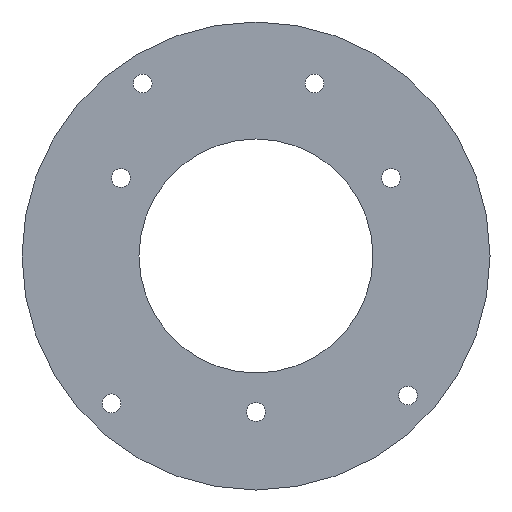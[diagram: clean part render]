
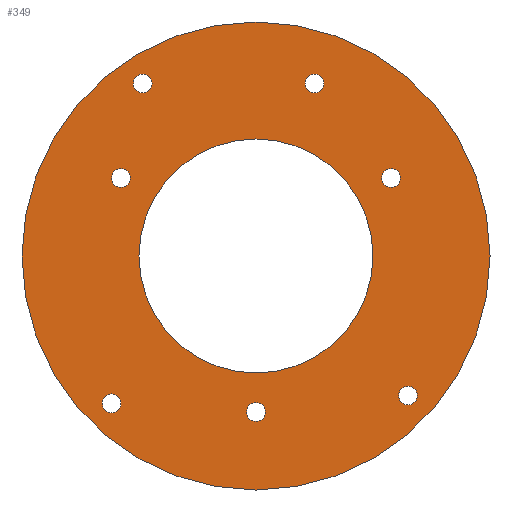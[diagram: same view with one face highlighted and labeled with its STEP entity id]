
A CAD part, front view. The second image highlights one B-rep face of the part: STEP entity #349.
In plain terms, the highlighted planar face has unit normal (0, -1, 0).
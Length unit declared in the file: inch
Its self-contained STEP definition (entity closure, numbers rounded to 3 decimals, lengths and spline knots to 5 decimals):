
#20=PLANE($,#409);
#49=FACE_BOUND($,#132,.T.);
#50=FACE_BOUND($,#133,.T.);
#51=FACE_BOUND($,#134,.T.);
#52=FACE_BOUND($,#135,.T.);
#53=FACE_BOUND($,#136,.T.);
#54=FACE_BOUND($,#137,.T.);
#55=FACE_BOUND($,#138,.T.);
#56=FACE_BOUND($,#139,.T.);
#57=FACE_BOUND($,#140,.T.);
#132=EDGE_LOOP($,(#292));
#133=EDGE_LOOP($,(#293));
#134=EDGE_LOOP($,(#294));
#135=EDGE_LOOP($,(#295));
#136=EDGE_LOOP($,(#296));
#137=EDGE_LOOP($,(#297));
#138=EDGE_LOOP($,(#298));
#139=EDGE_LOOP($,(#299));
#140=EDGE_LOOP($,(#300));
#162=CIRCLE($,#375,0.06);
#163=CIRCLE($,#377,0.06);
#164=CIRCLE($,#379,0.06);
#165=CIRCLE($,#381,0.06);
#169=CIRCLE($,#388,0.06);
#173=CIRCLE($,#395,0.06);
#177=CIRCLE($,#402,0.06);
#179=CIRCLE($,#405,0.75);
#181=CIRCLE($,#408,1.5);
#194=VERTEX_POINT($,#561);
#195=VERTEX_POINT($,#564);
#196=VERTEX_POINT($,#567);
#197=VERTEX_POINT($,#570);
#201=VERTEX_POINT($,#581);
#205=VERTEX_POINT($,#592);
#209=VERTEX_POINT($,#603);
#211=VERTEX_POINT($,#608);
#213=VERTEX_POINT($,#613);
#226=EDGE_CURVE($,#194,#194,#162,.T.);
#227=EDGE_CURVE($,#195,#195,#163,.T.);
#228=EDGE_CURVE($,#196,#196,#164,.T.);
#229=EDGE_CURVE($,#197,#197,#165,.T.);
#233=EDGE_CURVE($,#201,#201,#169,.T.);
#237=EDGE_CURVE($,#205,#205,#173,.T.);
#241=EDGE_CURVE($,#209,#209,#177,.T.);
#243=EDGE_CURVE($,#211,#211,#179,.T.);
#245=EDGE_CURVE($,#213,#213,#181,.T.);
#292=ORIENTED_EDGE($,*,*,#226,.T.);
#293=ORIENTED_EDGE($,*,*,#227,.T.);
#294=ORIENTED_EDGE($,*,*,#228,.T.);
#295=ORIENTED_EDGE($,*,*,#229,.T.);
#296=ORIENTED_EDGE($,*,*,#233,.T.);
#297=ORIENTED_EDGE($,*,*,#237,.T.);
#298=ORIENTED_EDGE($,*,*,#241,.T.);
#299=ORIENTED_EDGE($,*,*,#243,.T.);
#300=ORIENTED_EDGE($,*,*,#245,.T.);
#349=ADVANCED_FACE($,(#49,#50,#51,#52,#53,#54,#55,#56,#57),#20,.F.);
#375=AXIS2_PLACEMENT_3D($,#562,#455,#456);
#377=AXIS2_PLACEMENT_3D($,#565,#459,#460);
#379=AXIS2_PLACEMENT_3D($,#568,#463,#464);
#381=AXIS2_PLACEMENT_3D($,#571,#467,#468);
#388=AXIS2_PLACEMENT_3D($,#582,#481,#482);
#395=AXIS2_PLACEMENT_3D($,#593,#495,#496);
#402=AXIS2_PLACEMENT_3D($,#604,#509,#510);
#405=AXIS2_PLACEMENT_3D($,#609,#515,#516);
#408=AXIS2_PLACEMENT_3D($,#614,#521,#522);
#409=AXIS2_PLACEMENT_3D($,#615,#523,#524);
#455=DIRECTION('center_axis',(0.,1.,0.));
#456=DIRECTION('ref_axis',(-1.,0.,0.));
#459=DIRECTION('center_axis',(0.,1.,0.));
#460=DIRECTION('ref_axis',(-1.,0.,0.));
#463=DIRECTION('center_axis',(0.,1.,0.));
#464=DIRECTION('ref_axis',(-1.,0.,0.));
#467=DIRECTION('center_axis',(0.,1.,0.));
#468=DIRECTION('ref_axis',(-1.,0.,0.));
#481=DIRECTION('center_axis',(0.,1.,0.));
#482=DIRECTION('ref_axis',(-0.5,0.,0.866));
#495=DIRECTION('center_axis',(0.,1.,0.));
#496=DIRECTION('ref_axis',(-0.5,0.,-0.866));
#509=DIRECTION('center_axis',(0.,1.,0.));
#510=DIRECTION('ref_axis',(1.,0.,0.));
#515=DIRECTION('center_axis',(0.,1.,0.));
#516=DIRECTION('ref_axis',(1.,0.,0.));
#521=DIRECTION('center_axis',(0.,-1.,0.));
#522=DIRECTION('ref_axis',(1.,0.,0.));
#523=DIRECTION('center_axis',(0.,1.,0.));
#524=DIRECTION('ref_axis',(0.,0.,1.));
#561=CARTESIAN_POINT('',(-0.6658,0.,1.10557));
#562=CARTESIAN_POINT('Origin',(-0.7258,0.,1.10557));
#564=CARTESIAN_POINT('',(1.0342,0.,-0.89443));
#565=CARTESIAN_POINT('Origin',(0.9742,0.,-0.89443));
#567=CARTESIAN_POINT('',(-0.8658,0.,-0.94443));
#568=CARTESIAN_POINT('Origin',(-0.9258,0.,-0.94443));
#570=CARTESIAN_POINT('',(0.4342,0.,1.10557));
#571=CARTESIAN_POINT('Origin',(0.3742,0.,1.10557));
#581=CARTESIAN_POINT('',(0.89603,0.,0.44804));
#582=CARTESIAN_POINT('Origin',(0.86603,0.,0.5));
#592=CARTESIAN_POINT('',(-0.83603,0.,0.55196));
#593=CARTESIAN_POINT('Origin',(-0.86603,0.,0.5));
#603=CARTESIAN_POINT('',(-0.06,0.,-1.));
#604=CARTESIAN_POINT('Origin',(0.,0.,-1.));
#608=CARTESIAN_POINT('',(-0.75,0.,0.));
#609=CARTESIAN_POINT('Origin',(0.,0.,0.));
#613=CARTESIAN_POINT('',(-1.5,0.,0.));
#614=CARTESIAN_POINT('Origin',(0.,0.,0.));
#615=CARTESIAN_POINT('Origin',(0.,0.,0.));
